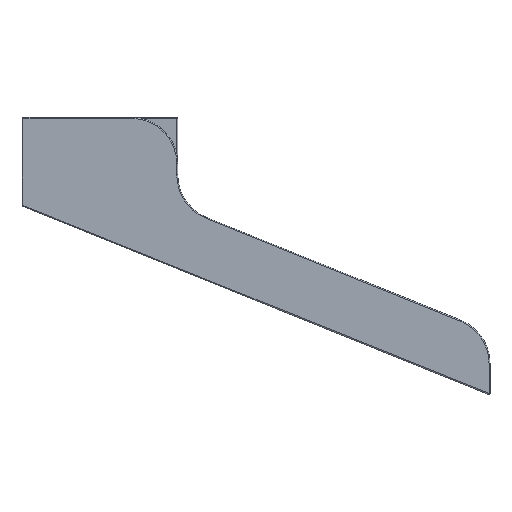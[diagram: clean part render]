
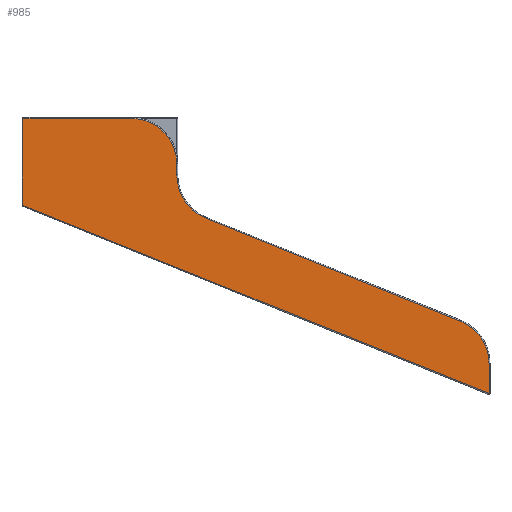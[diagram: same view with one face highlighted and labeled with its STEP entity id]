
A CAD part, front view. The second image highlights one B-rep face of the part: STEP entity #985.
In plain terms, the highlighted planar face has unit normal (0, -1, 0).
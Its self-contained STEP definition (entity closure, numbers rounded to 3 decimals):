
#349 = VERTEX_POINT('',#350);
#350 = CARTESIAN_POINT('',(202.4,-44.,-84.802));
#359 = VERTEX_POINT('',#360);
#360 = CARTESIAN_POINT('',(202.4,-44.,-100.599));
#367 = EDGE_CURVE('',#349,#359,#368,.T.);
#368 = LINE('',#369,#370);
#369 = CARTESIAN_POINT('',(202.4,-44.,-84.802));
#370 = VECTOR('',#371,1.);
#371 = DIRECTION('',(0.,0.,-1.));
#964 = VERTEX_POINT('',#965);
#965 = CARTESIAN_POINT('',(187.703,-44.,-63.013));
#972 = EDGE_CURVE('',#964,#349,#973,.T.);
#973 = CIRCLE('',#974,23.5);
#974 = AXIS2_PLACEMENT_3D('',#975,#976,#977);
#975 = CARTESIAN_POINT('',(178.9,-44.,-84.802));
#976 = DIRECTION('',(0.,1.,0.));
#977 = DIRECTION('',(0.375,0.,0.927));
#985 = ADVANCED_FACE('',(#986),#1046,.F.);
#986 = FACE_BOUND('',#987,.F.);
#987 = EDGE_LOOP('',(#988,#998,#1007,#1015,#1024,#1030,#1031,#1032,#1040
    ));
#988 = ORIENTED_EDGE('',*,*,#989,.T.);
#989 = EDGE_CURVE('',#990,#992,#994,.T.);
#990 = VERTEX_POINT('',#991);
#991 = CARTESIAN_POINT('',(-40.,-44.,42.5));
#992 = VERTEX_POINT('',#993);
#993 = CARTESIAN_POINT('',(16.5,-44.,42.5));
#994 = LINE('',#995,#996);
#995 = CARTESIAN_POINT('',(-40.5,-44.,42.5));
#996 = VECTOR('',#997,1.);
#997 = DIRECTION('',(1.,0.,0.));
#998 = ORIENTED_EDGE('',*,*,#999,.T.);
#999 = EDGE_CURVE('',#992,#1000,#1002,.T.);
#1000 = VERTEX_POINT('',#1001);
#1001 = CARTESIAN_POINT('',(40.,-44.,19.));
#1002 = CIRCLE('',#1003,23.5);
#1003 = AXIS2_PLACEMENT_3D('',#1004,#1005,#1006);
#1004 = CARTESIAN_POINT('',(16.5,-44.,19.));
#1005 = DIRECTION('',(0.,1.,0.));
#1006 = DIRECTION('',(0.,0.,1.));
#1007 = ORIENTED_EDGE('',*,*,#1008,.T.);
#1008 = EDGE_CURVE('',#1000,#1009,#1011,.T.);
#1009 = VERTEX_POINT('',#1010);
#1010 = CARTESIAN_POINT('',(40.,-44.,13.188));
#1011 = LINE('',#1012,#1013);
#1012 = CARTESIAN_POINT('',(40.,-44.,19.));
#1013 = VECTOR('',#1014,1.);
#1014 = DIRECTION('',(0.,0.,-1.));
#1015 = ORIENTED_EDGE('',*,*,#1016,.T.);
#1016 = EDGE_CURVE('',#1009,#1017,#1019,.T.);
#1017 = VERTEX_POINT('',#1018);
#1018 = CARTESIAN_POINT('',(55.322,-44.,-9.528));
#1019 = CIRCLE('',#1020,24.5);
#1020 = AXIS2_PLACEMENT_3D('',#1021,#1022,#1023);
#1021 = CARTESIAN_POINT('',(64.5,-44.,13.188));
#1022 = DIRECTION('',(-0.,-1.,0.));
#1023 = DIRECTION('',(-1.,0.,-0.));
#1024 = ORIENTED_EDGE('',*,*,#1025,.T.);
#1025 = EDGE_CURVE('',#1017,#964,#1026,.T.);
#1026 = LINE('',#1027,#1028);
#1027 = CARTESIAN_POINT('',(55.322,-44.,-9.528));
#1028 = VECTOR('',#1029,1.);
#1029 = DIRECTION('',(0.927,0.,-0.375));
#1030 = ORIENTED_EDGE('',*,*,#972,.T.);
#1031 = ORIENTED_EDGE('',*,*,#367,.T.);
#1032 = ORIENTED_EDGE('',*,*,#1033,.T.);
#1033 = EDGE_CURVE('',#359,#1034,#1036,.T.);
#1034 = VERTEX_POINT('',#1035);
#1035 = CARTESIAN_POINT('',(-40.,-44.,-2.663));
#1036 = LINE('',#1037,#1038);
#1037 = CARTESIAN_POINT('',(203.087,-44.,-100.876));
#1038 = VECTOR('',#1039,1.);
#1039 = DIRECTION('',(-0.927,0.,0.375));
#1040 = ORIENTED_EDGE('',*,*,#1041,.T.);
#1041 = EDGE_CURVE('',#1034,#990,#1042,.T.);
#1042 = LINE('',#1043,#1044);
#1043 = CARTESIAN_POINT('',(-40.,-44.,-3.));
#1044 = VECTOR('',#1045,1.);
#1045 = DIRECTION('',(0.,0.,1.));
#1046 = PLANE('',#1047);
#1047 = AXIS2_PLACEMENT_3D('',#1048,#1049,#1050);
#1048 = CARTESIAN_POINT('',(76.582,-44.,-27.083));
#1049 = DIRECTION('',(0.,1.,0.));
#1050 = DIRECTION('',(0.,0.,1.));
